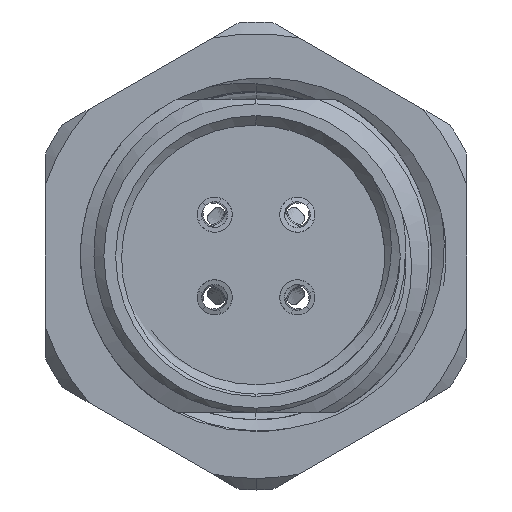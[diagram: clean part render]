
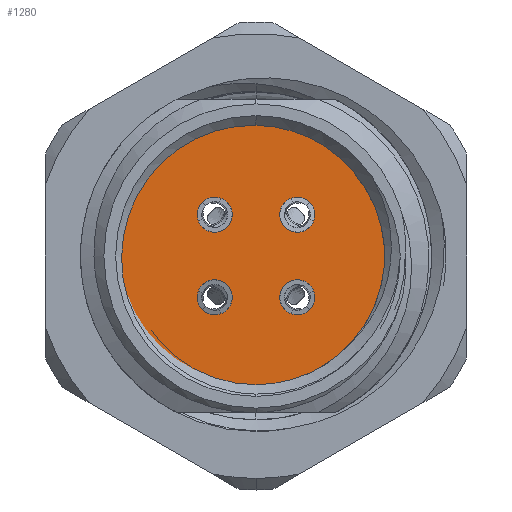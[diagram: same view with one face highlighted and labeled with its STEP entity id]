
A CAD part, left-side view. The second image highlights one B-rep face of the part: STEP entity #1280.
In plain terms, the highlighted face is planar.
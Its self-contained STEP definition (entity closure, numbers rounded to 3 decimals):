
#146 = DIRECTION ( 'NONE',  ( 0., 0., -1. ) ) ;
#166 = VERTEX_POINT ( 'NONE', #11707 ) ;
#214 = CARTESIAN_POINT ( 'NONE',  ( 9.5, 0., 0. ) ) ;
#281 = CARTESIAN_POINT ( 'NONE',  ( 9.5, 1.768, 1.768 ) ) ;
#452 = ORIENTED_EDGE ( 'NONE', *, *, #12538, .F. ) ;
#475 = CARTESIAN_POINT ( 'NONE',  ( 9.5, 0., 6. ) ) ;
#529 = ORIENTED_EDGE ( 'NONE', *, *, #3336, .F. ) ;
#585 = CARTESIAN_POINT ( 'NONE',  ( 9.5, -1.768, -1.768 ) ) ;
#873 = AXIS2_PLACEMENT_3D ( 'NONE', #3042, #7051, #1258 ) ;
#901 = ORIENTED_EDGE ( 'NONE', *, *, #11376, .F. ) ;
#936 = VERTEX_POINT ( 'NONE', #6335 ) ;
#1258 = DIRECTION ( 'NONE',  ( 0., 0., -1. ) ) ;
#1280 = ADVANCED_FACE ( 'NONE', ( #11778, #2763, #6772, #9935, #7825 ), #10791, .F. ) ;
#1340 = CARTESIAN_POINT ( 'NONE',  ( 9.5, 1.768, 2.518 ) ) ;
#1556 = ORIENTED_EDGE ( 'NONE', *, *, #4637, .F. ) ;
#1559 = CARTESIAN_POINT ( 'NONE',  ( 9.5, 1.768, -1.768 ) ) ;
#1606 = VERTEX_POINT ( 'NONE', #6438 ) ;
#1721 = CARTESIAN_POINT ( 'NONE',  ( 9.5, -1.768, -1.768 ) ) ;
#1762 = CARTESIAN_POINT ( 'NONE',  ( 9.5, 4.5, 0. ) ) ;
#1814 = AXIS2_PLACEMENT_3D ( 'NONE', #1559, #8674, #7506 ) ;
#2053 = AXIS2_PLACEMENT_3D ( 'NONE', #6372, #12543, #7362 ) ;
#2124 = EDGE_LOOP ( 'NONE', ( #901, #1556 ) ) ;
#2389 = VERTEX_POINT ( 'NONE', #6047 ) ;
#2445 = CIRCLE ( 'NONE', #6033, 0.75 ) ;
#2494 = EDGE_CURVE ( 'NONE', #5261, #11622, #12556, .T. ) ;
#2763 = FACE_BOUND ( 'NONE', #2124, .T. ) ;
#2826 = DIRECTION ( 'NONE',  ( -1., 0., 0. ) ) ;
#2891 = AXIS2_PLACEMENT_3D ( 'NONE', #281, #8482, #4491 ) ;
#2934 = CARTESIAN_POINT ( 'NONE',  ( 9.5, 1.768, -2.518 ) ) ;
#2988 = CIRCLE ( 'NONE', #873, 0.75 ) ;
#3042 = CARTESIAN_POINT ( 'NONE',  ( 9.5, -1.768, 1.768 ) ) ;
#3336 = EDGE_CURVE ( 'NONE', #4511, #6183, #2445, .T. ) ;
#3907 = EDGE_CURVE ( 'NONE', #936, #6478, #8357, .T. ) ;
#4216 = CARTESIAN_POINT ( 'NONE',  ( 9.5, -1.768, -1.018 ) ) ;
#4491 = DIRECTION ( 'NONE',  ( 0., 0., -1. ) ) ;
#4511 = VERTEX_POINT ( 'NONE', #6194 ) ;
#4637 = EDGE_CURVE ( 'NONE', #166, #2389, #10250, .T. ) ;
#5125 = EDGE_CURVE ( 'NONE', #6183, #4511, #10887, .T. ) ;
#5164 = CARTESIAN_POINT ( 'NONE',  ( 9.5, 0., -6. ) ) ;
#5261 = VERTEX_POINT ( 'NONE', #5164 ) ;
#5488 = EDGE_LOOP ( 'NONE', ( #529, #8456 ) ) ;
#5653 = DIRECTION ( 'NONE',  ( 1., 0., 0. ) ) ;
#5946 = DIRECTION ( 'NONE',  ( 0., 0., -1. ) ) ;
#6033 = AXIS2_PLACEMENT_3D ( 'NONE', #585, #5653, #9657 ) ;
#6047 = CARTESIAN_POINT ( 'NONE',  ( 9.5, -1.768, 1.018 ) ) ;
#6091 = EDGE_CURVE ( 'NONE', #11622, #5261, #8736, .T. ) ;
#6104 = CARTESIAN_POINT ( 'NONE',  ( 9.5, 1.768, 1.768 ) ) ;
#6183 = VERTEX_POINT ( 'NONE', #4216 ) ;
#6194 = CARTESIAN_POINT ( 'NONE',  ( 9.5, -1.768, -2.518 ) ) ;
#6335 = CARTESIAN_POINT ( 'NONE',  ( 9.5, 1.768, -1.018 ) ) ;
#6372 = CARTESIAN_POINT ( 'NONE',  ( 9.5, 0., 0. ) ) ;
#6438 = CARTESIAN_POINT ( 'NONE',  ( 9.5, 1.768, 1.018 ) ) ;
#6478 = VERTEX_POINT ( 'NONE', #2934 ) ;
#6685 = CARTESIAN_POINT ( 'NONE',  ( 9.5, 1.768, -1.768 ) ) ;
#6772 = FACE_BOUND ( 'NONE', #5488, .T. ) ;
#6816 = ORIENTED_EDGE ( 'NONE', *, *, #6091, .T. ) ;
#6818 = DIRECTION ( 'NONE',  ( 0., 0., -1. ) ) ;
#7014 = EDGE_CURVE ( 'NONE', #1606, #8007, #11088, .T. ) ;
#7051 = DIRECTION ( 'NONE',  ( 1., 0., 0. ) ) ;
#7313 = CARTESIAN_POINT ( 'NONE',  ( 9.5, -1.768, 1.768 ) ) ;
#7362 = DIRECTION ( 'NONE',  ( 0., 0., -1. ) ) ;
#7506 = DIRECTION ( 'NONE',  ( 0., 0., -1. ) ) ;
#7598 = ORIENTED_EDGE ( 'NONE', *, *, #8165, .F. ) ;
#7825 = FACE_OUTER_BOUND ( 'NONE', #10066, .T. ) ;
#8007 = VERTEX_POINT ( 'NONE', #1340 ) ;
#8165 = EDGE_CURVE ( 'NONE', #6478, #936, #12539, .T. ) ;
#8357 = CIRCLE ( 'NONE', #11093, 0.75 ) ;
#8361 = DIRECTION ( 'NONE',  ( 1., 0., 0. ) ) ;
#8456 = ORIENTED_EDGE ( 'NONE', *, *, #5125, .F. ) ;
#8482 = DIRECTION ( 'NONE',  ( 1., 0., 0. ) ) ;
#8589 = ORIENTED_EDGE ( 'NONE', *, *, #3907, .F. ) ;
#8616 = AXIS2_PLACEMENT_3D ( 'NONE', #6104, #9427, #12462 ) ;
#8674 = DIRECTION ( 'NONE',  ( 1., 0., 0. ) ) ;
#8736 = CIRCLE ( 'NONE', #10436, 6. ) ;
#9338 = DIRECTION ( 'NONE',  ( 0., 0., -1. ) ) ;
#9413 = EDGE_LOOP ( 'NONE', ( #7598, #8589 ) ) ;
#9426 = EDGE_LOOP ( 'NONE', ( #12466, #452 ) ) ;
#9427 = DIRECTION ( 'NONE',  ( 1., 0., 0. ) ) ;
#9657 = DIRECTION ( 'NONE',  ( 0., 0., -1. ) ) ;
#9867 = DIRECTION ( 'NONE',  ( 0., 0., 1. ) ) ;
#9935 = FACE_BOUND ( 'NONE', #9413, .T. ) ;
#10066 = EDGE_LOOP ( 'NONE', ( #12064, #6816 ) ) ;
#10250 = CIRCLE ( 'NONE', #12969, 0.75 ) ;
#10436 = AXIS2_PLACEMENT_3D ( 'NONE', #214, #12112, #146 ) ;
#10791 = PLANE ( 'NONE',  #11501 ) ;
#10887 = CIRCLE ( 'NONE', #11521, 0.75 ) ;
#11088 = CIRCLE ( 'NONE', #2891, 0.75 ) ;
#11093 = AXIS2_PLACEMENT_3D ( 'NONE', #6685, #11951, #6818 ) ;
#11376 = EDGE_CURVE ( 'NONE', #2389, #166, #2988, .T. ) ;
#11501 = AXIS2_PLACEMENT_3D ( 'NONE', #1762, #2826, #9867 ) ;
#11521 = AXIS2_PLACEMENT_3D ( 'NONE', #1721, #11863, #5946 ) ;
#11622 = VERTEX_POINT ( 'NONE', #475 ) ;
#11707 = CARTESIAN_POINT ( 'NONE',  ( 9.5, -1.768, 2.518 ) ) ;
#11778 = FACE_BOUND ( 'NONE', #9426, .T. ) ;
#11863 = DIRECTION ( 'NONE',  ( 1., 0., 0. ) ) ;
#11951 = DIRECTION ( 'NONE',  ( 1., 0., 0. ) ) ;
#12064 = ORIENTED_EDGE ( 'NONE', *, *, #2494, .T. ) ;
#12112 = DIRECTION ( 'NONE',  ( 1., 0., 0. ) ) ;
#12421 = CIRCLE ( 'NONE', #8616, 0.75 ) ;
#12462 = DIRECTION ( 'NONE',  ( 0., 0., -1. ) ) ;
#12466 = ORIENTED_EDGE ( 'NONE', *, *, #7014, .F. ) ;
#12538 = EDGE_CURVE ( 'NONE', #8007, #1606, #12421, .T. ) ;
#12539 = CIRCLE ( 'NONE', #1814, 0.75 ) ;
#12543 = DIRECTION ( 'NONE',  ( 1., 0., 0. ) ) ;
#12556 = CIRCLE ( 'NONE', #2053, 6. ) ;
#12969 = AXIS2_PLACEMENT_3D ( 'NONE', #7313, #8361, #9338 ) ;
